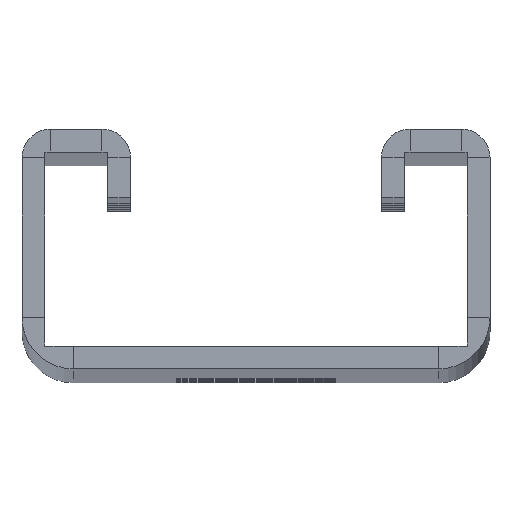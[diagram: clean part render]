
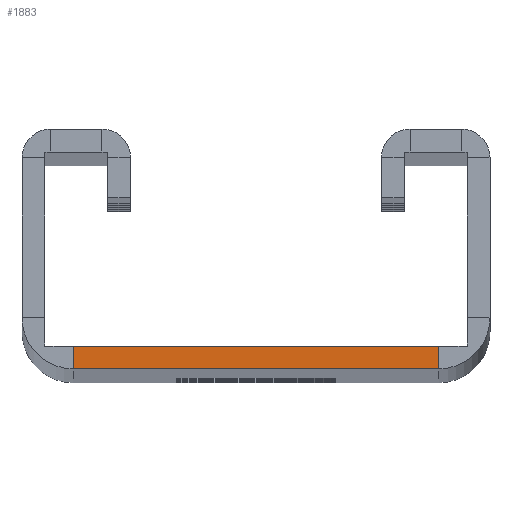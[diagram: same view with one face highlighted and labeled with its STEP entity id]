
A CAD part, top view. The second image highlights one B-rep face of the part: STEP entity #1883.
In plain terms, the highlighted planar face has unit normal (0, 0, 1).
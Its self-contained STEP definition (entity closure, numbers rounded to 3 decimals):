
#52 = EDGE_CURVE ( 'NONE', #8693, #11376, #9367, .T. ) ;
#276 = CARTESIAN_POINT ( 'NONE',  ( 16., 0., 700. ) ) ;
#341 = LINE ( 'NONE', #276, #7271 ) ;
#572 = CARTESIAN_POINT ( 'NONE',  ( 18.5, 4.5, 700. ) ) ;
#646 = DIRECTION ( 'NONE',  ( 1., 0., 0. ) ) ;
#774 = ORIENTED_EDGE ( 'NONE', *, *, #4891, .T. ) ;
#1136 = VECTOR ( 'NONE', #8813, 1000. ) ;
#1168 = CARTESIAN_POINT ( 'NONE',  ( -16., 2., 700. ) ) ;
#1883 = ADVANCED_FACE ( 'NONE', ( #10420 ), #9358, .T. ) ;
#3395 = ORIENTED_EDGE ( 'NONE', *, *, #12224, .F. ) ;
#3931 = ORIENTED_EDGE ( 'NONE', *, *, #11123, .T. ) ;
#4878 = VERTEX_POINT ( 'NONE', #9882 ) ;
#4881 = DIRECTION ( 'NONE',  ( 1., 0., 0. ) ) ;
#4891 = EDGE_CURVE ( 'NONE', #10870, #8693, #13100, .T. ) ;
#5081 = EDGE_LOOP ( 'NONE', ( #9622, #3931, #3395, #774 ) ) ;
#5325 = CARTESIAN_POINT ( 'NONE',  ( 16., 2., 700. ) ) ;
#6506 = CARTESIAN_POINT ( 'NONE',  ( 16., 0., 700. ) ) ;
#7025 = VECTOR ( 'NONE', #11726, 1000. ) ;
#7155 = DIRECTION ( 'NONE',  ( 0., 0., 1. ) ) ;
#7271 = VECTOR ( 'NONE', #10123, 1000. ) ;
#8693 = VERTEX_POINT ( 'NONE', #13323 ) ;
#8813 = DIRECTION ( 'NONE',  ( 0., -1., 0. ) ) ;
#9358 = PLANE ( 'NONE',  #14056 ) ;
#9367 = LINE ( 'NONE', #12425, #10832 ) ;
#9622 = ORIENTED_EDGE ( 'NONE', *, *, #52, .T. ) ;
#9882 = CARTESIAN_POINT ( 'NONE',  ( 16., 2., 700. ) ) ;
#10123 = DIRECTION ( 'NONE',  ( 0., 1., 0. ) ) ;
#10420 = FACE_OUTER_BOUND ( 'NONE', #5081, .T. ) ;
#10832 = VECTOR ( 'NONE', #4881, 1000. ) ;
#10870 = VERTEX_POINT ( 'NONE', #13674 ) ;
#11123 = EDGE_CURVE ( 'NONE', #11376, #4878, #341, .T. ) ;
#11376 = VERTEX_POINT ( 'NONE', #6506 ) ;
#11726 = DIRECTION ( 'NONE',  ( 1., 0., 0. ) ) ;
#12224 = EDGE_CURVE ( 'NONE', #10870, #4878, #14093, .T. ) ;
#12425 = CARTESIAN_POINT ( 'NONE',  ( 16., 0., 700. ) ) ;
#13100 = LINE ( 'NONE', #1168, #1136 ) ;
#13323 = CARTESIAN_POINT ( 'NONE',  ( -16., 0., 700. ) ) ;
#13674 = CARTESIAN_POINT ( 'NONE',  ( -16., 2., 700. ) ) ;
#14056 = AXIS2_PLACEMENT_3D ( 'NONE', #572, #7155, #646 ) ;
#14093 = LINE ( 'NONE', #5325, #7025 ) ;
